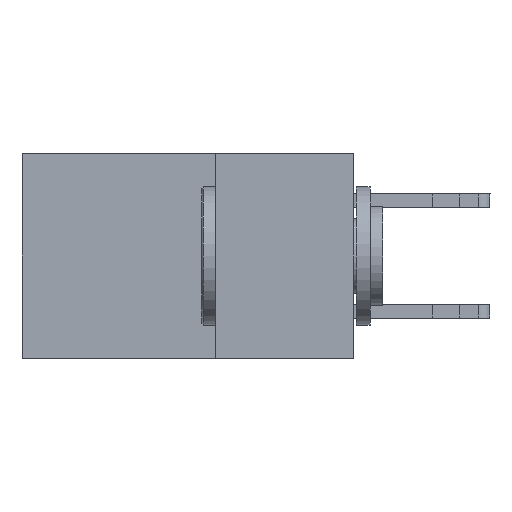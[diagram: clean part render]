
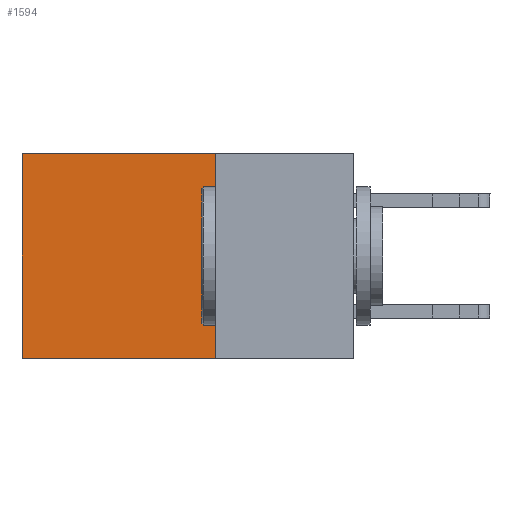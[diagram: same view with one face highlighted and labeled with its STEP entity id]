
A CAD part, left-side view. The second image highlights one B-rep face of the part: STEP entity #1594.
In plain terms, the highlighted planar face has unit normal (-1, 0, 0).
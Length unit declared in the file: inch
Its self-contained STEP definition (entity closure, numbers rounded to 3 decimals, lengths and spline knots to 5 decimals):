
#1485 = ORIENTED_EDGE ( 'NONE', *, *, #4088, .T. ) ;
#1594 = ADVANCED_FACE ( 'NONE', ( #1823 ), #20920, .F. ) ;
#1714 = DIRECTION ( 'NONE',  ( 0., 1., 0. ) ) ;
#1823 = FACE_OUTER_BOUND ( 'NONE', #16727, .T. ) ;
#2131 = CARTESIAN_POINT ( 'NONE',  ( 0.2875, 0.25, 0. ) ) ;
#2931 = VERTEX_POINT ( 'NONE', #3858 ) ;
#2992 = VECTOR ( 'NONE', #13903, 39.37008 ) ;
#3504 = DIRECTION ( 'NONE',  ( 0., 1., 0. ) ) ;
#3665 = AXIS2_PLACEMENT_3D ( 'NONE', #20545, #13230, #12979 ) ;
#3858 = CARTESIAN_POINT ( 'NONE',  ( 0.2875, 0.6, 0. ) ) ;
#4088 = EDGE_CURVE ( 'NONE', #10847, #2931, #22295, .T. ) ;
#5554 = VECTOR ( 'NONE', #1714, 39.37008 ) ;
#6068 = VECTOR ( 'NONE', #3504, 39.37008 ) ;
#6103 = VERTEX_POINT ( 'NONE', #18368 ) ;
#6375 = LINE ( 'NONE', #19922, #6068 ) ;
#6550 = CARTESIAN_POINT ( 'NONE',  ( 0.2875, 0.25, 0. ) ) ;
#7952 = VECTOR ( 'NONE', #19832, 39.37008 ) ;
#8096 = LINE ( 'NONE', #2131, #2992 ) ;
#8553 = LINE ( 'NONE', #21682, #7952 ) ;
#10847 = VERTEX_POINT ( 'NONE', #6550 ) ;
#11266 = CARTESIAN_POINT ( 'NONE',  ( 0.2875, 0.25, 0. ) ) ;
#12979 = DIRECTION ( 'NONE',  ( 0., 0., -1. ) ) ;
#13230 = DIRECTION ( 'NONE',  ( 1., 0., 0. ) ) ;
#13903 = DIRECTION ( 'NONE',  ( 0., 0., -1. ) ) ;
#14191 = EDGE_CURVE ( 'NONE', #2931, #6103, #8553, .T. ) ;
#16727 = EDGE_LOOP ( 'NONE', ( #17813, #17679, #18933, #1485 ) ) ;
#16771 = EDGE_CURVE ( 'NONE', #10847, #20392, #8096, .T. ) ;
#17679 = ORIENTED_EDGE ( 'NONE', *, *, #23495, .F. ) ;
#17813 = ORIENTED_EDGE ( 'NONE', *, *, #14191, .T. ) ;
#18368 = CARTESIAN_POINT ( 'NONE',  ( 0.2875, 0.6, -0.37 ) ) ;
#18933 = ORIENTED_EDGE ( 'NONE', *, *, #16771, .F. ) ;
#19832 = DIRECTION ( 'NONE',  ( 0., 0., -1. ) ) ;
#19922 = CARTESIAN_POINT ( 'NONE',  ( 0.2875, 0.25, -0.37 ) ) ;
#20323 = CARTESIAN_POINT ( 'NONE',  ( 0.2875, 0.25, -0.37 ) ) ;
#20392 = VERTEX_POINT ( 'NONE', #20323 ) ;
#20545 = CARTESIAN_POINT ( 'NONE',  ( 0.2875, 0.25, 0. ) ) ;
#20920 = PLANE ( 'NONE',  #3665 ) ;
#21682 = CARTESIAN_POINT ( 'NONE',  ( 0.2875, 0.6, 0. ) ) ;
#22295 = LINE ( 'NONE', #11266, #5554 ) ;
#23495 = EDGE_CURVE ( 'NONE', #20392, #6103, #6375, .T. ) ;
